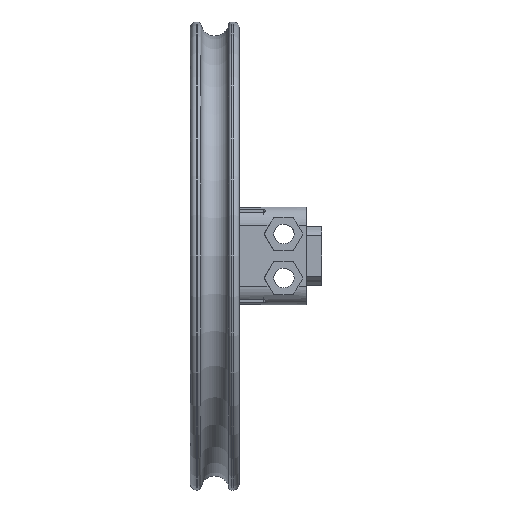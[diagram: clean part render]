
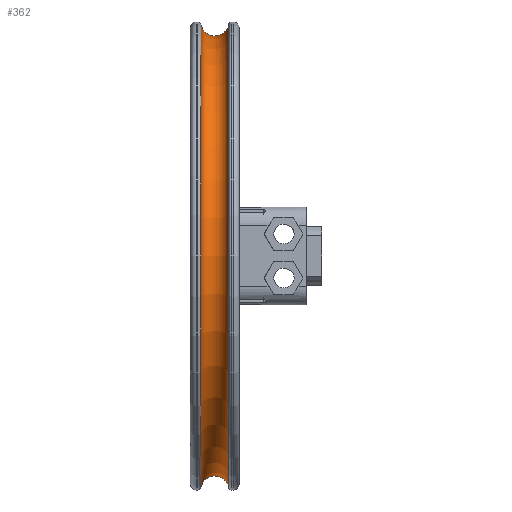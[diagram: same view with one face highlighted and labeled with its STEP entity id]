
A CAD part, front view. The second image highlights one B-rep face of the part: STEP entity #362.
In plain terms, the highlighted toroidal (fillet/blend) face has major radius 38.3 mm and minor radius 2.3 mm.
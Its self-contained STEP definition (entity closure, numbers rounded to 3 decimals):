
#362=ADVANCED_FACE('',(#2119,#2121),#2123,.F.);
#2119=FACE_OUTER_BOUND('',#2120,.T.);
#2120=EDGE_LOOP('',(#3941));
#2121=FACE_OUTER_BOUND('',#2122,.T.);
#2122=EDGE_LOOP('',(#3942));
#2123=TOROIDAL_SURFACE('',#2124,38.3,2.3);
#2124=AXIS2_PLACEMENT_3D('',#2125,#2126,#2127);
#2125=CARTESIAN_POINT('',(-0.898,0.,0.));
#2126=DIRECTION('',(-1.,0.,0.));
#2127=DIRECTION('',(0.,0.,1.));
#3941=ORIENTED_EDGE('',*,*,#8707,.T.);
#3942=ORIENTED_EDGE('',*,*,#8709,.F.);
#8707=EDGE_CURVE('',#12072,#12072,#12073,.T.);
#8709=EDGE_CURVE('',#12076,#12076,#12077,.T.);
#12072=VERTEX_POINT('',#16848);
#12073=CIRCLE('',#16849,37.889);
#12076=VERTEX_POINT('',#16858);
#12077=CIRCLE('',#16859,37.889);
#16848=CARTESIAN_POINT('',(1.365,0.,37.889));
#16849=AXIS2_PLACEMENT_3D('',#16850,#16851,#16852);
#16850=CARTESIAN_POINT('',(1.365,0.,0.));
#16851=DIRECTION('',(-1.,0.,0.));
#16852=DIRECTION('',(0.,0.,1.));
#16858=CARTESIAN_POINT('',(-3.161,0.,37.889));
#16859=AXIS2_PLACEMENT_3D('',#16860,#16861,#16862);
#16860=CARTESIAN_POINT('',(-3.161,0.,0.));
#16861=DIRECTION('',(-1.,0.,0.));
#16862=DIRECTION('',(0.,0.,1.));
